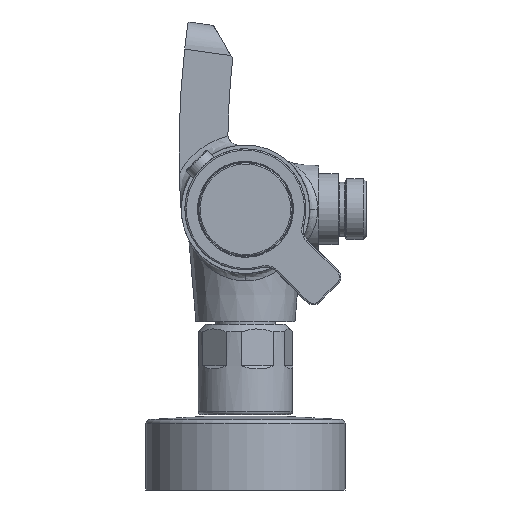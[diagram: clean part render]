
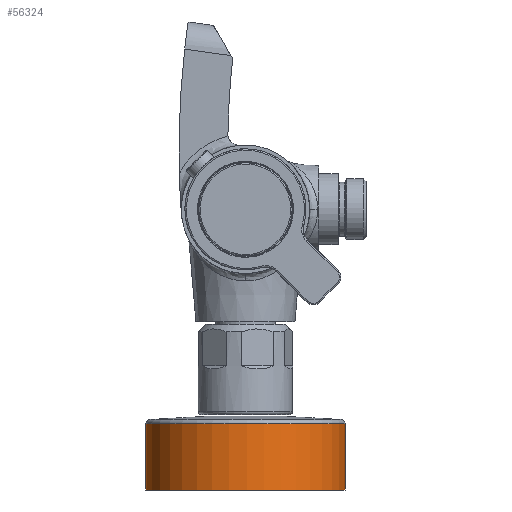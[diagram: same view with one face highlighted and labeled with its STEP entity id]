
A CAD part, left-side view. The second image highlights one B-rep face of the part: STEP entity #56324.
In plain terms, the highlighted cylindrical face has radius 33.75 mm (diameter 67.5 mm), a full revolution.
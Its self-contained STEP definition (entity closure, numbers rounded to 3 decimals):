
#3393 = CARTESIAN_POINT ( 'NONE',  ( -74.5, 0., -67.563 ) ) ;
#5502 = AXIS2_PLACEMENT_3D ( 'NONE', #3393, #15892, #29815 ) ;
#7675 = DIRECTION ( 'NONE',  ( 0., 0., 1. ) ) ;
#9759 = EDGE_CURVE ( 'NONE', #44681, #44681, #14900, .T. ) ;
#11629 = CARTESIAN_POINT ( 'NONE',  ( -74.5, 0., -72.663 ) ) ;
#13865 = ORIENTED_EDGE ( 'NONE', *, *, #46890, .F. ) ;
#14900 = CIRCLE ( 'NONE', #39390, 33.75 ) ;
#15892 = DIRECTION ( 'NONE',  ( 0., 0., 1. ) ) ;
#25878 = DIRECTION ( 'NONE',  ( -0.011, 1., 0. ) ) ;
#29659 = FACE_OUTER_BOUND ( 'NONE', #35956, .T. ) ;
#29815 = DIRECTION ( 'NONE',  ( -0.011, 1., 0. ) ) ;
#35956 = EDGE_LOOP ( 'NONE', ( #13865 ) ) ;
#38089 = EDGE_LOOP ( 'NONE', ( #46435 ) ) ;
#38171 = DIRECTION ( 'NONE',  ( -0.011, 1., 0. ) ) ;
#38893 = AXIS2_PLACEMENT_3D ( 'NONE', #11629, #7675, #38171 ) ;
#39390 = AXIS2_PLACEMENT_3D ( 'NONE', #52262, #48253, #25878 ) ;
#44681 = VERTEX_POINT ( 'NONE', #49501 ) ;
#46435 = ORIENTED_EDGE ( 'NONE', *, *, #9759, .T. ) ;
#46662 = CIRCLE ( 'NONE', #38893, 33.75 ) ;
#46890 = EDGE_CURVE ( 'NONE', #56221, #56221, #46662, .T. ) ;
#47485 = CYLINDRICAL_SURFACE ( 'NONE', #5502, 33.75 ) ;
#48253 = DIRECTION ( 'NONE',  ( 0., 0., 1. ) ) ;
#48506 = CARTESIAN_POINT ( 'NONE',  ( -74.875, 33.748, -72.663 ) ) ;
#48846 = FACE_OUTER_BOUND ( 'NONE', #38089, .T. ) ;
#49501 = CARTESIAN_POINT ( 'NONE',  ( -74.875, 33.748, -95.044 ) ) ;
#52262 = CARTESIAN_POINT ( 'NONE',  ( -74.5, 0., -95.044 ) ) ;
#56221 = VERTEX_POINT ( 'NONE', #48506 ) ;
#56324 = ADVANCED_FACE ( 'NONE', ( #48846, #29659 ), #47485, .T. ) ;
